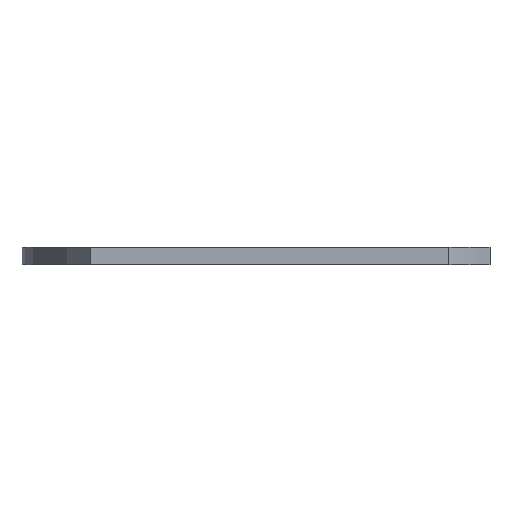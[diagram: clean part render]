
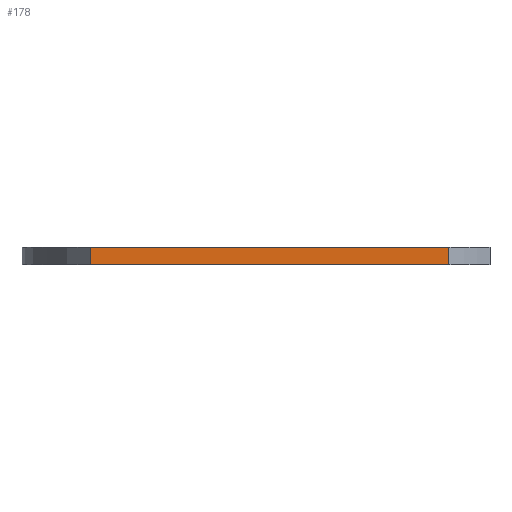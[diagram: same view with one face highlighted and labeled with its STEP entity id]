
A CAD part, front view. The second image highlights one B-rep face of the part: STEP entity #178.
In plain terms, the highlighted planar face has unit normal (0, -1, 0).
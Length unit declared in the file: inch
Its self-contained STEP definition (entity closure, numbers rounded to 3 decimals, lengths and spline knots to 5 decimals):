
#29 = LINE ( 'NONE', #530, #210 ) ;
#31 = DIRECTION ( 'NONE',  ( -1., 0., 0. ) ) ;
#33 = PLANE ( 'NONE',  #97 ) ;
#86 = CARTESIAN_POINT ( 'NONE',  ( 0.29398, -1.11371, 0.49683 ) ) ;
#97 = AXIS2_PLACEMENT_3D ( 'NONE', #240, #517, #767 ) ;
#129 = LINE ( 'NONE', #697, #601 ) ;
#146 = VECTOR ( 'NONE', #31, 39.37008 ) ;
#178 = ADVANCED_FACE ( 'NONE', ( #573 ), #33, .F. ) ;
#185 = LINE ( 'NONE', #273, #146 ) ;
#191 = CARTESIAN_POINT ( 'NONE',  ( 0.29398, -1.11371, 0.58683 ) ) ;
#200 = VERTEX_POINT ( 'NONE', #296 ) ;
#210 = VECTOR ( 'NONE', #781, 39.37008 ) ;
#212 = VECTOR ( 'NONE', #506, 39.37008 ) ;
#240 = CARTESIAN_POINT ( 'NONE',  ( -0.43488, -1.11371, 0.49683 ) ) ;
#273 = CARTESIAN_POINT ( 'NONE',  ( 0., -1.11371, 0.49683 ) ) ;
#296 = CARTESIAN_POINT ( 'NONE',  ( -1.52461, -1.11371, 0.49683 ) ) ;
#325 = VERTEX_POINT ( 'NONE', #537 ) ;
#448 = EDGE_CURVE ( 'NONE', #325, #493, #129, .T. ) ;
#456 = LINE ( 'NONE', #609, #212 ) ;
#472 = ORIENTED_EDGE ( 'NONE', *, *, #567, .T. ) ;
#477 = ORIENTED_EDGE ( 'NONE', *, *, #448, .F. ) ;
#478 = ORIENTED_EDGE ( 'NONE', *, *, #570, .T. ) ;
#479 = ORIENTED_EDGE ( 'NONE', *, *, #657, .F. ) ;
#491 = EDGE_LOOP ( 'NONE', ( #472, #477, #478, #479 ) ) ;
#493 = VERTEX_POINT ( 'NONE', #191 ) ;
#506 = DIRECTION ( 'NONE',  ( 0., 0., 1. ) ) ;
#517 = DIRECTION ( 'NONE',  ( 0., 1., 0. ) ) ;
#530 = CARTESIAN_POINT ( 'NONE',  ( -1.52461, -1.11371, 0.49683 ) ) ;
#531 = VERTEX_POINT ( 'NONE', #86 ) ;
#537 = CARTESIAN_POINT ( 'NONE',  ( -1.52461, -1.11371, 0.58683 ) ) ;
#567 = EDGE_CURVE ( 'NONE', #531, #493, #456, .T. ) ;
#570 = EDGE_CURVE ( 'NONE', #325, #200, #29, .T. ) ;
#573 = FACE_OUTER_BOUND ( 'NONE', #491, .T. ) ;
#601 = VECTOR ( 'NONE', #756, 39.37008 ) ;
#609 = CARTESIAN_POINT ( 'NONE',  ( 0.29398, -1.11371, 0.49683 ) ) ;
#657 = EDGE_CURVE ( 'NONE', #531, #200, #185, .T. ) ;
#697 = CARTESIAN_POINT ( 'NONE',  ( 0., -1.11371, 0.58683 ) ) ;
#756 = DIRECTION ( 'NONE',  ( 1., 0., 0. ) ) ;
#767 = DIRECTION ( 'NONE',  ( 0., 0., 1. ) ) ;
#781 = DIRECTION ( 'NONE',  ( 0., 0., -1. ) ) ;
